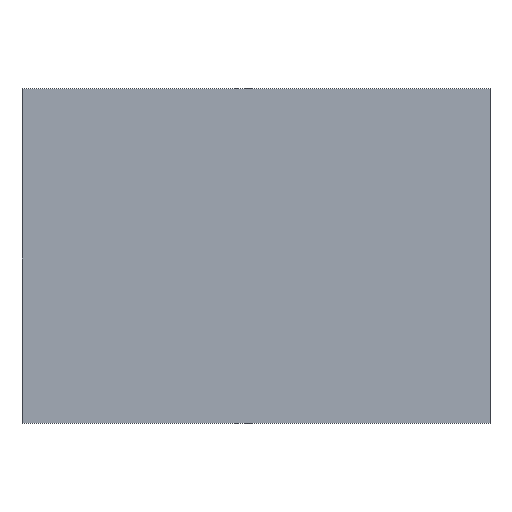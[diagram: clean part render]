
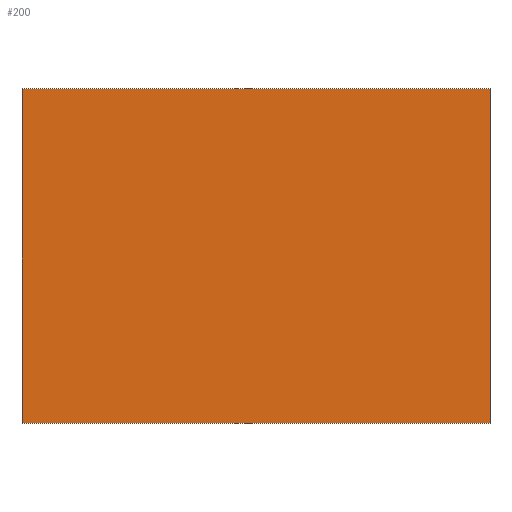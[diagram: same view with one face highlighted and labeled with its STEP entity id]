
A CAD part, top view. The second image highlights one B-rep face of the part: STEP entity #200.
In plain terms, the highlighted planar face has unit normal (0, 0, 1).
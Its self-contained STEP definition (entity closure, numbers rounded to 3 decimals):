
#5 = VECTOR ( 'NONE', #10, 1000. ) ;
#10 = DIRECTION ( 'NONE',  ( 1., 0., 0. ) ) ;
#13 = VERTEX_POINT ( 'NONE', #83 ) ;
#15 = PLANE ( 'NONE',  #81 ) ;
#16 = EDGE_CURVE ( 'NONE', #104, #13, #26, .T. ) ;
#22 = VECTOR ( 'NONE', #47, 1000. ) ;
#26 = LINE ( 'NONE', #50, #131 ) ;
#36 = CARTESIAN_POINT ( 'NONE',  ( -353.571, 251.786, 1.7 ) ) ;
#47 = DIRECTION ( 'NONE',  ( 0., -1., 0. ) ) ;
#50 = CARTESIAN_POINT ( 'NONE',  ( -463.571, 251.786, 1.7 ) ) ;
#51 = LINE ( 'NONE', #178, #76 ) ;
#52 = DIRECTION ( 'NONE',  ( -1., 0., 0. ) ) ;
#58 = ORIENTED_EDGE ( 'NONE', *, *, #16, .T. ) ;
#66 = CARTESIAN_POINT ( 'NONE',  ( -463.571, 251.786, 1.7 ) ) ;
#68 = CARTESIAN_POINT ( 'NONE',  ( -353.571, 173.066, 1.7 ) ) ;
#76 = VECTOR ( 'NONE', #149, 1000. ) ;
#78 = FACE_OUTER_BOUND ( 'NONE', #153, .T. ) ;
#79 = EDGE_CURVE ( 'NONE', #119, #147, #107, .T. ) ;
#81 = AXIS2_PLACEMENT_3D ( 'NONE', #169, #154, #90 ) ;
#83 = CARTESIAN_POINT ( 'NONE',  ( -463.571, 251.786, 1.7 ) ) ;
#90 = DIRECTION ( 'NONE',  ( 1., 0., 0. ) ) ;
#92 = ORIENTED_EDGE ( 'NONE', *, *, #102, .T. ) ;
#94 = LINE ( 'NONE', #66, #22 ) ;
#102 = EDGE_CURVE ( 'NONE', #147, #104, #51, .T. ) ;
#104 = VERTEX_POINT ( 'NONE', #36 ) ;
#107 = LINE ( 'NONE', #160, #5 ) ;
#119 = VERTEX_POINT ( 'NONE', #171 ) ;
#124 = EDGE_CURVE ( 'NONE', #13, #119, #94, .T. ) ;
#131 = VECTOR ( 'NONE', #52, 1000. ) ;
#147 = VERTEX_POINT ( 'NONE', #68 ) ;
#149 = DIRECTION ( 'NONE',  ( 0., 1., 0. ) ) ;
#153 = EDGE_LOOP ( 'NONE', ( #175, #195, #92, #58 ) ) ;
#154 = DIRECTION ( 'NONE',  ( 0., 0., 1. ) ) ;
#160 = CARTESIAN_POINT ( 'NONE',  ( -463.571, 173.066, 1.7 ) ) ;
#169 = CARTESIAN_POINT ( 'NONE',  ( 0., 0., 1.7 ) ) ;
#171 = CARTESIAN_POINT ( 'NONE',  ( -463.571, 173.066, 1.7 ) ) ;
#175 = ORIENTED_EDGE ( 'NONE', *, *, #124, .T. ) ;
#178 = CARTESIAN_POINT ( 'NONE',  ( -353.571, 251.786, 1.7 ) ) ;
#195 = ORIENTED_EDGE ( 'NONE', *, *, #79, .T. ) ;
#200 = ADVANCED_FACE ( 'NONE', ( #78 ), #15, .T. ) ;
